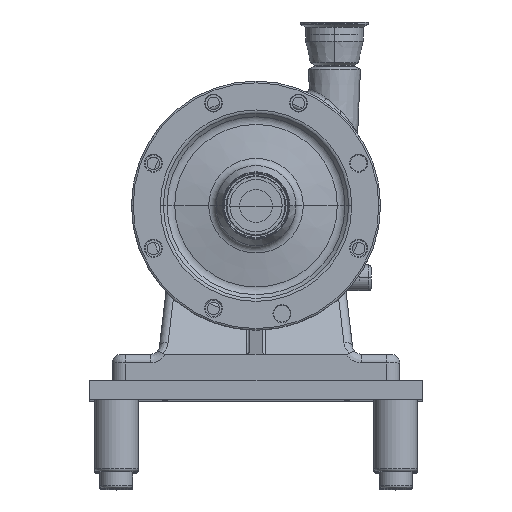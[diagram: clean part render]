
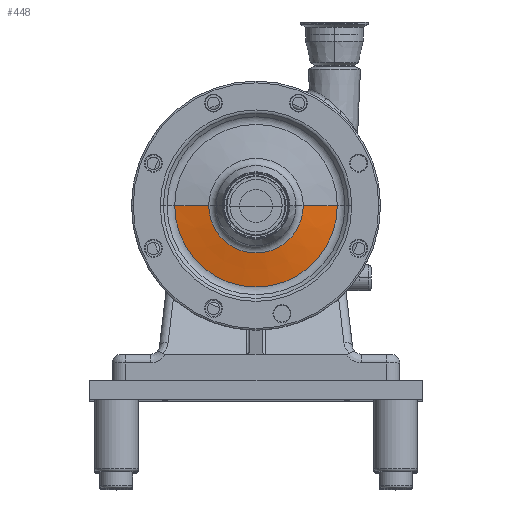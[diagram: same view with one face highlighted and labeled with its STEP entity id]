
A CAD part, top view. The second image highlights one B-rep face of the part: STEP entity #448.
In plain terms, the highlighted conical face has half-angle 80 degrees and reference radius 93.263 mm.
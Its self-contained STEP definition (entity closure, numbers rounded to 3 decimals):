
#46 = ORIENTED_EDGE ( 'NONE', *, *, #5630, .F. ) ;
#201 = EDGE_CURVE ( 'NONE', #20617, #9544, #25426, .T. ) ;
#448 = ADVANCED_FACE ( 'NONE', ( #24668 ), #21825, .T. ) ;
#1196 = ORIENTED_EDGE ( 'NONE', *, *, #22372, .T. ) ;
#1451 = CIRCLE ( 'NONE', #21785, 54.264 ) ;
#1980 = AXIS2_PLACEMENT_3D ( 'NONE', #22934, #10516, #20468 ) ;
#2559 = CARTESIAN_POINT ( 'NONE',  ( -93.264, 0., 76.812 ) ) ;
#2571 = VECTOR ( 'NONE', #17227, 1000. ) ;
#3606 = CARTESIAN_POINT ( 'NONE',  ( 93.264, 0., 76.812 ) ) ;
#4028 = CARTESIAN_POINT ( 'NONE',  ( 54.264, 0., 83.689 ) ) ;
#5304 = ORIENTED_EDGE ( 'NONE', *, *, #9346, .F. ) ;
#5630 = EDGE_CURVE ( 'NONE', #22249, #9544, #12264, .T. ) ;
#9346 = EDGE_CURVE ( 'NONE', #30912, #22249, #1451, .T. ) ;
#9544 = VERTEX_POINT ( 'NONE', #3606 ) ;
#9997 = CARTESIAN_POINT ( 'NONE',  ( 0., 0., 76.812 ) ) ;
#10516 = DIRECTION ( 'NONE',  ( 0., 0., 1. ) ) ;
#12264 = LINE ( 'NONE', #24655, #23914 ) ;
#12795 = DIRECTION ( 'NONE',  ( 0., 0., 1. ) ) ;
#14268 = EDGE_LOOP ( 'NONE', ( #46, #5304, #1196, #19581 ) ) ;
#15216 = DIRECTION ( 'NONE',  ( -1., 0., 0. ) ) ;
#17227 = DIRECTION ( 'NONE',  ( -0.985, 0., -0.174 ) ) ;
#17376 = LINE ( 'NONE', #2559, #2571 ) ;
#19456 = DIRECTION ( 'NONE',  ( 0., 0., -1. ) ) ;
#19581 = ORIENTED_EDGE ( 'NONE', *, *, #201, .T. ) ;
#20468 = DIRECTION ( 'NONE',  ( 1., 0., 0. ) ) ;
#20617 = VERTEX_POINT ( 'NONE', #28428 ) ;
#20936 = CARTESIAN_POINT ( 'NONE',  ( -54.264, 0., 83.689 ) ) ;
#21785 = AXIS2_PLACEMENT_3D ( 'NONE', #29894, #12795, #27794 ) ;
#21825 = CONICAL_SURFACE ( 'NONE', #28058, 93.264, 1.396 ) ;
#22224 = DIRECTION ( 'NONE',  ( 0.985, 0., -0.174 ) ) ;
#22249 = VERTEX_POINT ( 'NONE', #4028 ) ;
#22372 = EDGE_CURVE ( 'NONE', #30912, #20617, #17376, .T. ) ;
#22934 = CARTESIAN_POINT ( 'NONE',  ( 0., 0., 76.812 ) ) ;
#23914 = VECTOR ( 'NONE', #22224, 1000. ) ;
#24655 = CARTESIAN_POINT ( 'NONE',  ( 93.264, 0., 76.812 ) ) ;
#24668 = FACE_OUTER_BOUND ( 'NONE', #14268, .T. ) ;
#25426 = CIRCLE ( 'NONE', #1980, 93.264 ) ;
#27794 = DIRECTION ( 'NONE',  ( 1., 0., 0. ) ) ;
#28058 = AXIS2_PLACEMENT_3D ( 'NONE', #9997, #19456, #15216 ) ;
#28428 = CARTESIAN_POINT ( 'NONE',  ( -93.264, 0., 76.812 ) ) ;
#29894 = CARTESIAN_POINT ( 'NONE',  ( 0., 0., 83.689 ) ) ;
#30912 = VERTEX_POINT ( 'NONE', #20936 ) ;
